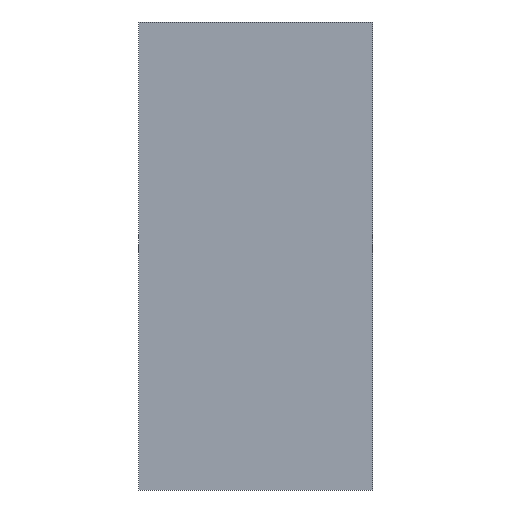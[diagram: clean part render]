
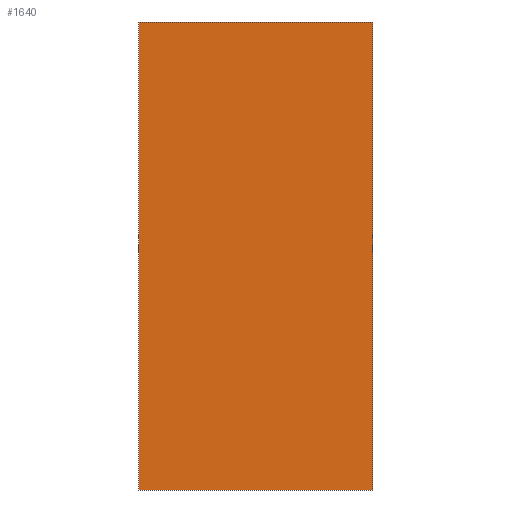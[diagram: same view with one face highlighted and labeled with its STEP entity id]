
A CAD part, front view. The second image highlights one B-rep face of the part: STEP entity #1640.
In plain terms, the highlighted face is planar.
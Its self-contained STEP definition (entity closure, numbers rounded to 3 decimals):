
#60=CARTESIAN_POINT('',(43.154,44.538,0.));
#70=DIRECTION('',(-1.,0.,0.));
#80=VECTOR('',#70,1.);
#90=LINE('',#60,#80);
#100=CARTESIAN_POINT('',(43.154,44.538,0.));
#110=VERTEX_POINT('',#100);
#120=CARTESIAN_POINT('',(-56.846,44.538,0.));
#130=VERTEX_POINT('',#120);
#140=EDGE_CURVE('',#110,#130,#90,.T.);
#530=CARTESIAN_POINT('',(43.154,44.538,0.));
#540=DIRECTION('',(0.,0.,-1.));
#550=VECTOR('',#540,1.);
#560=LINE('',#530,#550);
#570=CARTESIAN_POINT('',(43.154,44.538,-200.));
#580=VERTEX_POINT('',#570);
#590=EDGE_CURVE('',#110,#580,#560,.T.);
#1000=CARTESIAN_POINT('',(0.,44.538,-200.));
#1010=DIRECTION('',(-1.,0.,0.));
#1020=VECTOR('',#1010,1.);
#1030=LINE('',#1000,#1020);
#1040=CARTESIAN_POINT('',(-56.846,44.538,-200.));
#1050=VERTEX_POINT('',#1040);
#1060=EDGE_CURVE('',#580,#1050,#1030,.T.);
#1360=CARTESIAN_POINT('',(-56.846,44.538,0.));
#1370=DIRECTION('',(0.,0.,-1.));
#1380=VECTOR('',#1370,1.);
#1390=LINE('',#1360,#1380);
#1400=EDGE_CURVE('',#130,#1050,#1390,.T.);
#1530=CARTESIAN_POINT('',(43.154,44.538,0.));
#1540=DIRECTION('',(-0.,1.,0.));
#1550=DIRECTION('',(1.,0.,0.));
#1560=AXIS2_PLACEMENT_3D('',#1530,#1540,#1550);
#1570=PLANE('',#1560);
#1580=ORIENTED_EDGE('',*,*,#1400,.F.);
#1590=ORIENTED_EDGE('',*,*,#1060,.T.);
#1600=ORIENTED_EDGE('',*,*,#590,.T.);
#1610=ORIENTED_EDGE('',*,*,#140,.F.);
#1620=EDGE_LOOP('',(#1610,#1600,#1590,#1580));
#1630=FACE_OUTER_BOUND('',#1620,.T.);
#1640=ADVANCED_FACE('',(#1630),#1570,.T.);
